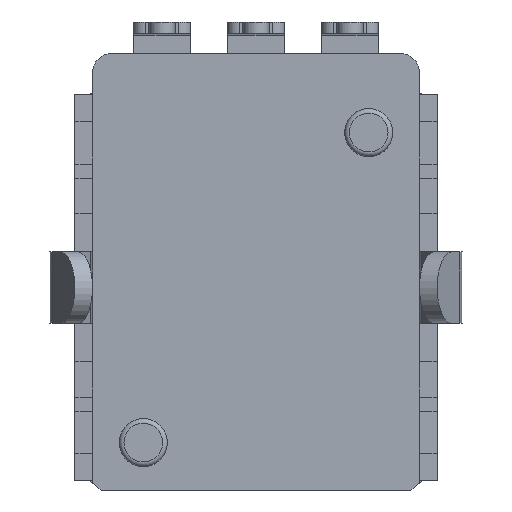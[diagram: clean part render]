
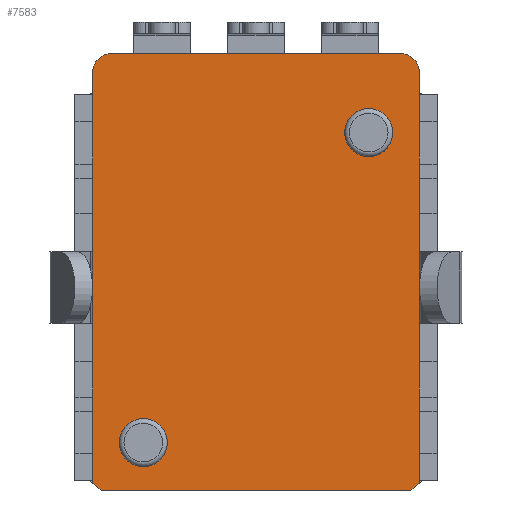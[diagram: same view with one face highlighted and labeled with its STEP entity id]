
A CAD part, front view. The second image highlights one B-rep face of the part: STEP entity #7583.
In plain terms, the highlighted planar face has unit normal (0, -1, 0).
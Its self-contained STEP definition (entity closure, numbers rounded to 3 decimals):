
#7293=EDGE_CURVE('NONE',#7294,#7296,#7298,.T.);
#7294=VERTEX_POINT('NONE',#7295);
#7295=CARTESIAN_POINT('',(3.85,-2.149,5.805));
#7296=VERTEX_POINT('NONE',#7297);
#7297=CARTESIAN_POINT('',(4.35,-2.149,5.305));
#7298=CIRCLE('',#7299,0.5);
#7299=AXIS2_PLACEMENT_3D('',#7300,#7301,#7302);
#7300=CARTESIAN_POINT('',(3.85,-2.149,5.305));
#7301=DIRECTION('',(0.0,1.0,0.0));
#7302=DIRECTION('',(0.0,0.0,1.0));
#7335=EDGE_CURVE('NONE',#7296,#7336,#7338,.T.);
#7336=VERTEX_POINT('NONE',#7337);
#7337=CARTESIAN_POINT('',(4.35,-2.149,-5.613));
#7338=LINE('',#7339,#7340);
#7339=CARTESIAN_POINT('',(4.35,-2.149,-5.613));
#7340=VECTOR('',#7341,1.0);
#7341=DIRECTION('',(0.,0.0,-1.0));
#7366=EDGE_CURVE('NONE',#7336,#7367,#7369,.T.);
#7367=VERTEX_POINT('NONE',#7368);
#7368=CARTESIAN_POINT('',(4.121,-2.149,-5.805));
#7369=LINE('',#7370,#7371);
#7370=CARTESIAN_POINT('',(4.121,-2.149,-5.805));
#7371=VECTOR('',#7372,1.0);
#7372=DIRECTION('',(-0.767,0.0,-0.642));
#7397=EDGE_CURVE('NONE',#7367,#7398,#7400,.T.);
#7398=VERTEX_POINT('NONE',#7399);
#7399=CARTESIAN_POINT('',(-4.121,-2.149,-5.805));
#7400=LINE('',#7401,#7402);
#7401=CARTESIAN_POINT('',(-4.121,-2.149,-5.805));
#7402=VECTOR('',#7403,1.0);
#7403=DIRECTION('',(-1.0,0.0,0.0));
#7428=EDGE_CURVE('NONE',#7398,#7429,#7431,.T.);
#7429=VERTEX_POINT('NONE',#7430);
#7430=CARTESIAN_POINT('',(-4.35,-2.149,-5.613));
#7431=LINE('',#7432,#7433);
#7432=CARTESIAN_POINT('',(-4.35,-2.149,-5.613));
#7433=VECTOR('',#7434,1.0);
#7434=DIRECTION('',(-0.767,0.0,0.642));
#7459=EDGE_CURVE('NONE',#7429,#7460,#7462,.T.);
#7460=VERTEX_POINT('NONE',#7461);
#7461=CARTESIAN_POINT('',(-4.35,-2.149,5.305));
#7462=LINE('',#7463,#7464);
#7463=CARTESIAN_POINT('',(-4.35,-2.149,-5.613));
#7464=VECTOR('',#7465,1.0);
#7465=DIRECTION('',(0.,0.0,1.0));
#7490=EDGE_CURVE('NONE',#7460,#7491,#7493,.T.);
#7491=VERTEX_POINT('NONE',#7492);
#7492=CARTESIAN_POINT('',(-3.85,-2.149,5.805));
#7493=CIRCLE('',#7494,0.5);
#7494=AXIS2_PLACEMENT_3D('',#7495,#7496,#7497);
#7495=CARTESIAN_POINT('',(-3.85,-2.149,5.305));
#7496=DIRECTION('',(0.0,1.0,0.0));
#7497=DIRECTION('',(0.0,0.0,1.0));
#7523=EDGE_CURVE('NONE',#7491,#7294,#7524,.T.);
#7524=LINE('',#7525,#7526);
#7525=CARTESIAN_POINT('',(-3.85,-2.149,5.805));
#7526=VECTOR('',#7527,1.0);
#7527=DIRECTION('',(1.0,0.0,0.0));
#7583=ADVANCED_FACE('NONE',(#7584,#7595,#7606),#7616,.F.);
#7584=FACE_BOUND('NONE',#7585,.T.);
#7585=EDGE_LOOP('',(#7586));
#7586=ORIENTED_EDGE('',*,*,#7587,.T.);
#7587=EDGE_CURVE('NONE',#7588,#7588,#7590,.F.);
#7588=VERTEX_POINT('NONE',#7589);
#7589=CARTESIAN_POINT('',(-3.0,-2.149,-3.905));
#7590=CIRCLE('',#7591,0.64);
#7591=AXIS2_PLACEMENT_3D('',#7592,#7593,#7594);
#7592=CARTESIAN_POINT('',(-3.0,-2.149,-4.544));
#7593=DIRECTION('',(0.0,-1.0,0.0));
#7594=DIRECTION('',(0.0,0.0,1.0));
#7595=FACE_BOUND('NONE',#7596,.T.);
#7596=EDGE_LOOP('',(#7597));
#7597=ORIENTED_EDGE('',*,*,#7598,.T.);
#7598=EDGE_CURVE('NONE',#7599,#7599,#7601,.F.);
#7599=VERTEX_POINT('NONE',#7600);
#7600=CARTESIAN_POINT('',(3.0,-2.149,4.344));
#7601=CIRCLE('',#7602,0.64);
#7602=AXIS2_PLACEMENT_3D('',#7603,#7604,#7605);
#7603=CARTESIAN_POINT('',(3.0,-2.149,3.704));
#7604=DIRECTION('',(0.0,-1.0,0.0));
#7605=DIRECTION('',(0.0,0.0,1.0));
#7606=FACE_BOUND('NONE',#7607,.T.);
#7607=EDGE_LOOP('',(#7608,#7609,#7610,#7611,#7612,#7613,#7614,#7615));
#7608=ORIENTED_EDGE('',*,*,#7293,.F.);
#7609=ORIENTED_EDGE('',*,*,#7523,.F.);
#7610=ORIENTED_EDGE('',*,*,#7490,.F.);
#7611=ORIENTED_EDGE('',*,*,#7459,.F.);
#7612=ORIENTED_EDGE('',*,*,#7428,.F.);
#7613=ORIENTED_EDGE('',*,*,#7397,.F.);
#7614=ORIENTED_EDGE('',*,*,#7366,.F.);
#7615=ORIENTED_EDGE('',*,*,#7335,.F.);
#7616=PLANE('',#7617);
#7617=AXIS2_PLACEMENT_3D('',#7618,#7619,#7620);
#7618=CARTESIAN_POINT('',(3.85,-2.149,5.305));
#7619=DIRECTION('',(0.0,1.0,0.0));
#7620=DIRECTION('',(0.0,0.0,1.0));
